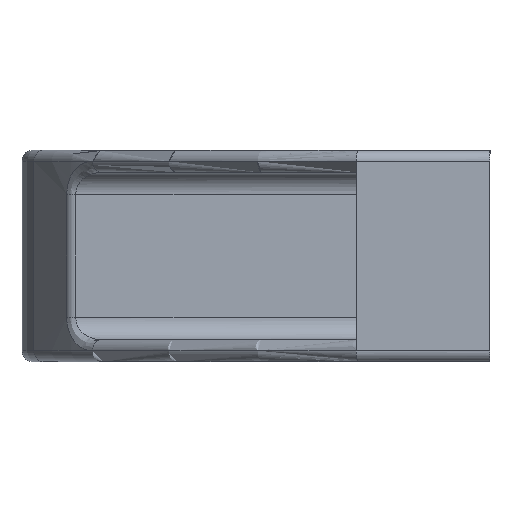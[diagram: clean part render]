
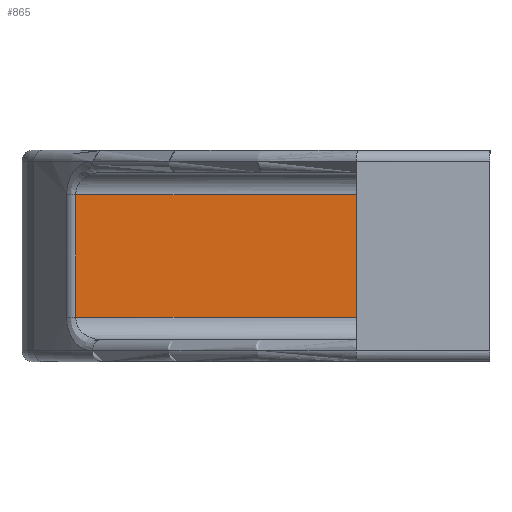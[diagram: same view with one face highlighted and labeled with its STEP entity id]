
A CAD part, left-side view. The second image highlights one B-rep face of the part: STEP entity #865.
In plain terms, the highlighted planar face has unit normal (-1, 0, 0).
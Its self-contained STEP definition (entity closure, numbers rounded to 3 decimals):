
#160 = VECTOR ( 'NONE', #1220, 1000. ) ;
#213 = CARTESIAN_POINT ( 'NONE',  ( -22., 35.768, 5. ) ) ;
#243 = CARTESIAN_POINT ( 'NONE',  ( -22., 35.768, -6. ) ) ;
#414 = CARTESIAN_POINT ( 'NONE',  ( -22., 10.085, -6. ) ) ;
#521 = DIRECTION ( 'NONE',  ( 0., 0., 1. ) ) ;
#562 = VERTEX_POINT ( 'NONE', #850 ) ;
#583 = LINE ( 'NONE', #1559, #781 ) ;
#609 = DIRECTION ( 'NONE',  ( 0., 0., 1. ) ) ;
#677 = VERTEX_POINT ( 'NONE', #414 ) ;
#715 = VERTEX_POINT ( 'NONE', #2634 ) ;
#758 = PLANE ( 'NONE',  #823 ) ;
#781 = VECTOR ( 'NONE', #2551, 1000. ) ;
#815 = ORIENTED_EDGE ( 'NONE', *, *, #3040, .F. ) ;
#823 = AXIS2_PLACEMENT_3D ( 'NONE', #1740, #2733, #521 ) ;
#850 = CARTESIAN_POINT ( 'NONE',  ( -22., 35.252, -6. ) ) ;
#865 = ADVANCED_FACE ( 'NONE', ( #2983 ), #758, .F. ) ;
#1060 = ORIENTED_EDGE ( 'NONE', *, *, #2419, .F. ) ;
#1185 = DIRECTION ( 'NONE',  ( 0., -1., 0. ) ) ;
#1220 = DIRECTION ( 'NONE',  ( 0., 1., 0. ) ) ;
#1401 = ORIENTED_EDGE ( 'NONE', *, *, #2136, .F. ) ;
#1559 = CARTESIAN_POINT ( 'NONE',  ( -22., 10.085, 7. ) ) ;
#1740 = CARTESIAN_POINT ( 'NONE',  ( -22., 35.768, 7. ) ) ;
#1827 = LINE ( 'NONE', #2827, #3053 ) ;
#1949 = ORIENTED_EDGE ( 'NONE', *, *, #2002, .F. ) ;
#2002 = EDGE_CURVE ( 'NONE', #562, #715, #1827, .T. ) ;
#2005 = CARTESIAN_POINT ( 'NONE',  ( -22., 10.085, 5. ) ) ;
#2136 = EDGE_CURVE ( 'NONE', #715, #2524, #2423, .T. ) ;
#2419 = EDGE_CURVE ( 'NONE', #677, #562, #2456, .T. ) ;
#2423 = LINE ( 'NONE', #213, #3007 ) ;
#2456 = LINE ( 'NONE', #243, #160 ) ;
#2524 = VERTEX_POINT ( 'NONE', #2005 ) ;
#2551 = DIRECTION ( 'NONE',  ( 0., 0., -1. ) ) ;
#2634 = CARTESIAN_POINT ( 'NONE',  ( -22., 35.252, 5. ) ) ;
#2671 = EDGE_LOOP ( 'NONE', ( #1060, #815, #1401, #1949 ) ) ;
#2733 = DIRECTION ( 'NONE',  ( 1., 0., 0. ) ) ;
#2827 = CARTESIAN_POINT ( 'NONE',  ( -22., 35.252, 5. ) ) ;
#2983 = FACE_OUTER_BOUND ( 'NONE', #2671, .T. ) ;
#3007 = VECTOR ( 'NONE', #1185, 1000. ) ;
#3040 = EDGE_CURVE ( 'NONE', #2524, #677, #583, .T. ) ;
#3053 = VECTOR ( 'NONE', #609, 1000. ) ;
